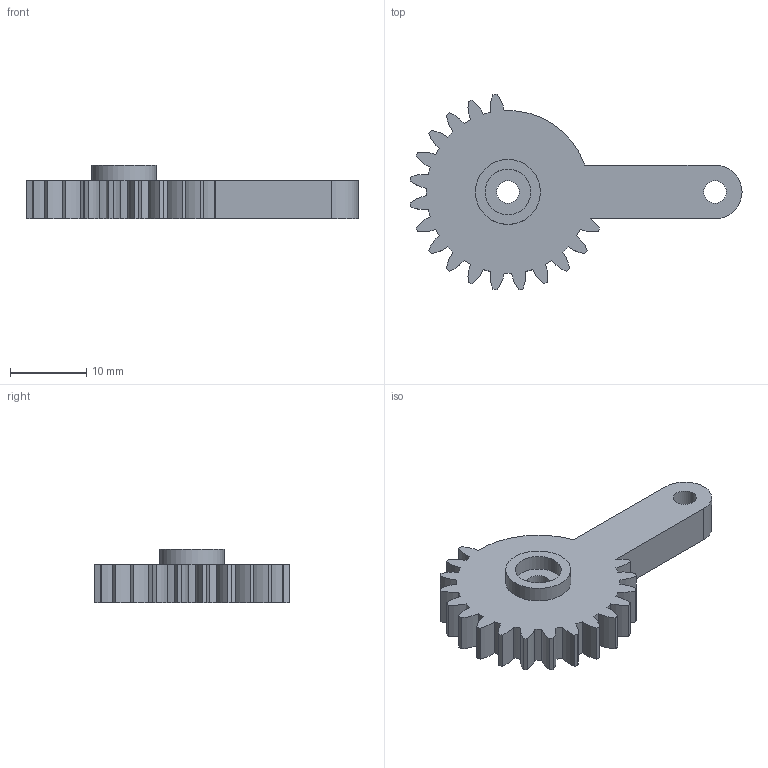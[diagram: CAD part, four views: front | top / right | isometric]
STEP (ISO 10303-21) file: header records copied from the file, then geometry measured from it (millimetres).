
FILE_DESCRIPTION(/* description */ (''),/* implementation_level */ '2;1');
FILE_NAME(/* name */ 'GearArmType1.step',/* time_stamp */ '2025-09-09T17:28:01+01:00',/* author */ (''),/* organization */ (''),/* preprocessor_version */ 'ST-DEVELOPER v20.1',/* originating_system */ 'Autodesk Translation Framework v14.10.0.0',/* authorisation */ '');
FILE_SCHEMA (('AUTOMOTIVE_DESIGN { 1 0 10303 214 3 1 1 }'));
Length unit declared in the file: millimetre
Products named in the file (2): GearArmType1; Component2
Assembly tree (1 placements, depth 2):
  GearArmType1
    Component2
Bounding box: 43.48 x 25.65 x 7 mm (x, y, z)
Volume: 2724.8 mm3; surface area: 2068.7 mm2
Topology: 1 solids, 1 shells, 79 faces, 225 edges, 150 vertices
Faces by surface type: cylinder 73, plane 6
Full cylindrical faces by diameter (mm): 3 x2, 6 x1, 8.5 x1
Entity records: 2733 total; most frequent: DIRECTION 535, CARTESIAN_POINT 457, ORIENTED_EDGE 450, AXIS2_PLACEMENT_3D 228, EDGE_CURVE 225, VERTEX_POINT 150, CIRCLE 146, EDGE_LOOP 85
